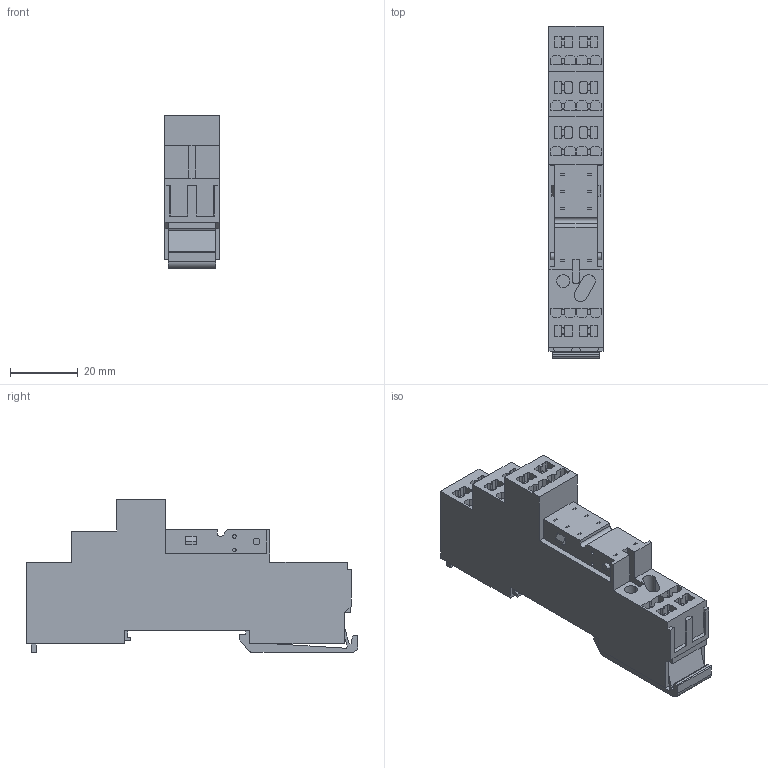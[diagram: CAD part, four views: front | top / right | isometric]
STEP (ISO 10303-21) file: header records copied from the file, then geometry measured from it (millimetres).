
FILE_DESCRIPTION(('CATIA V5R19 STEP'),'2;1');
FILE_NAME ('8188374_5', '2015-11-06T13:06:11+00:00', ('Weidmueller Interface'), ('Weidmueller'), 'CATIA Version 5 Release 20 SP 5 (IN-10)', 'CATIA V5 STEP AP214', 'none');
FILE_SCHEMA(('AUTOMOTIVE_DESIGN { 1 0 10303 214 1 1 1 1 }'));
Length unit declared in the file: millimetre
Products named in the file (1): 8783930000
Bounding box: 16 x 98.1 x 45.2 mm (x, y, z)
Volume: 42975.7 mm3; surface area: 15330.7 mm2
Topology: 1 solids, 1 shells, 479 faces, 1260 edges, 816 vertices
Faces by surface type: plane 350, cylinder 129
Entity records: 16704 total; most frequent: ORIENTED_EDGE 2520, CARTESIAN_POINT 2411, DIRECTION 1773, EDGE_CURVE 1260, VECTOR 965, LINE 965, VERTEX_POINT 816, AXIS2_PLACEMENT_3D 532
